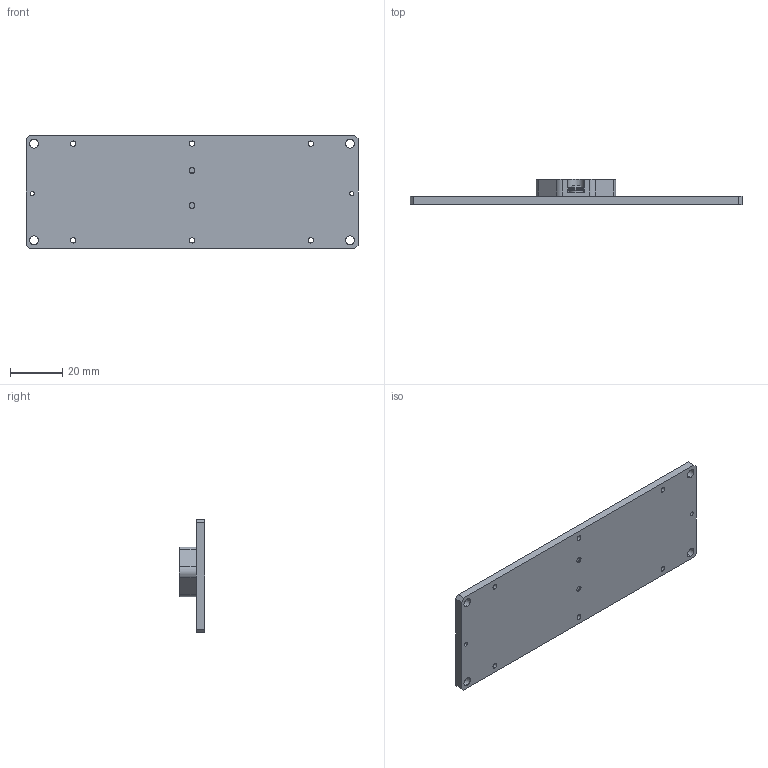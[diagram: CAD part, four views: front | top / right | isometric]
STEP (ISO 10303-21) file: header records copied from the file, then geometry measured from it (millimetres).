
FILE_DESCRIPTION (( 'STEP AP203' ), '1' );
FILE_NAME ('SAM-3533532005-28-L1, CTRLD.STEP', '2018-01-16T01:47:42', ( '' ), ( '' ), 'SwSTEP 2.0', 'SolidWorks 2016', '' );
FILE_SCHEMA (( 'CONFIG_CONTROL_DESIGN' ));
Length unit declared in the file: inch
Products named in the file (1): SAM-3533532005-28-L1, CTRLD
Bounding box: 127 x 9.65 x 43.18 mm (x, y, z)
Volume: 19526 mm3; surface area: 14362.2 mm2
Topology: 6 solids, 6 shells, 254 faces, 695 edges, 458 vertices
Faces by surface type: cylinder 151, plane 73, cone 14, torus 8, bspline 6, sphere 2
Entity records: 9786 total; most frequent: CARTESIAN_POINT 3560, ORIENTED_EDGE 1390, DIRECTION 1193, EDGE_CURVE 695, VERTEX_POINT 458, AXIS2_PLACEMENT_3D 453, EDGE_LOOP 303, VECTOR 287
